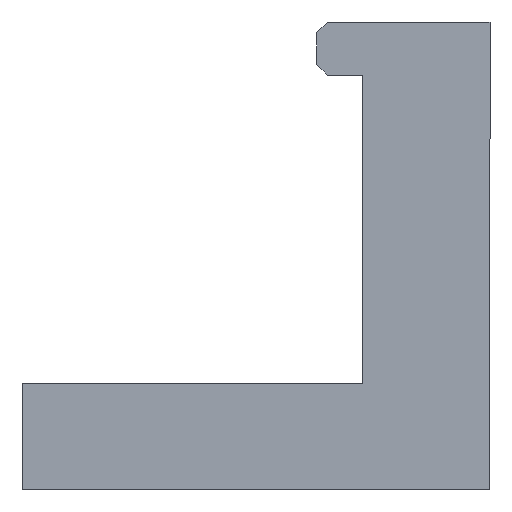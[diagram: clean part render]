
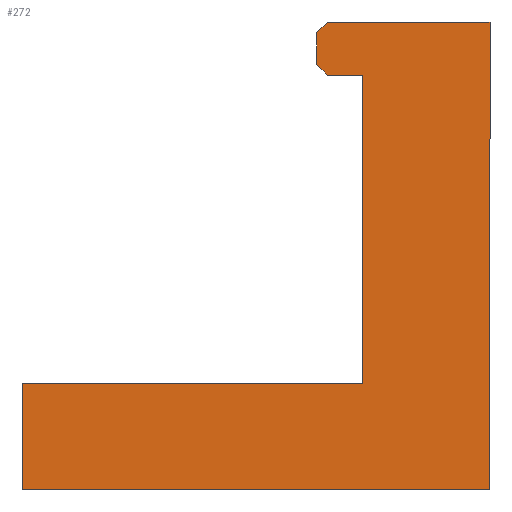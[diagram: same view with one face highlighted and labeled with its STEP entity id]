
A CAD part, front view. The second image highlights one B-rep face of the part: STEP entity #272.
In plain terms, the highlighted planar face has unit normal (0, -1, 0).
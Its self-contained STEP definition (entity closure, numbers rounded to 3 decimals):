
#1 = VERTEX_POINT ( 'NONE', #65 ) ;
#2 = PLANE ( 'NONE',  #442 ) ;
#6 = DIRECTION ( 'NONE',  ( 0., 0., 1. ) ) ;
#9 = DIRECTION ( 'NONE',  ( -1., 0., 0. ) ) ;
#12 = LINE ( 'NONE', #733, #355 ) ;
#25 = LINE ( 'NONE', #632, #471 ) ;
#33 = ORIENTED_EDGE ( 'NONE', *, *, #317, .F. ) ;
#54 = CARTESIAN_POINT ( 'NONE',  ( -22., -40., -22. ) ) ;
#62 = DIRECTION ( 'NONE',  ( -1., 0., 0. ) ) ;
#65 = CARTESIAN_POINT ( 'NONE',  ( -22., -40., -12. ) ) ;
#66 = EDGE_CURVE ( 'NONE', #284, #211, #325, .T. ) ;
#67 = LINE ( 'NONE', #54, #518 ) ;
#68 = ORIENTED_EDGE ( 'NONE', *, *, #625, .T. ) ;
#85 = CARTESIAN_POINT ( 'NONE',  ( 5.7, -40., 18. ) ) ;
#88 = CARTESIAN_POINT ( 'NONE',  ( 6.7, -40., 22. ) ) ;
#89 = VERTEX_POINT ( 'NONE', #563 ) ;
#93 = EDGE_CURVE ( 'NONE', #214, #1, #12, .T. ) ;
#116 = LINE ( 'NONE', #670, #297 ) ;
#121 = CARTESIAN_POINT ( 'NONE',  ( 5.7, -40., 22. ) ) ;
#124 = EDGE_CURVE ( 'NONE', #391, #1, #376, .T. ) ;
#129 = VECTOR ( 'NONE', #6, 1000. ) ;
#138 = VECTOR ( 'NONE', #591, 1000. ) ;
#140 = CARTESIAN_POINT ( 'NONE',  ( 22., -40., -22. ) ) ;
#156 = ORIENTED_EDGE ( 'NONE', *, *, #66, .F. ) ;
#167 = VECTOR ( 'NONE', #372, 1000. ) ;
#198 = LINE ( 'NONE', #85, #671 ) ;
#203 = EDGE_LOOP ( 'NONE', ( #624, #582, #68, #653, #642, #514, #33, #156, #249, #370 ) ) ;
#211 = VERTEX_POINT ( 'NONE', #585 ) ;
#214 = VERTEX_POINT ( 'NONE', #519 ) ;
#215 = CARTESIAN_POINT ( 'NONE',  ( 5.7, -40., 21. ) ) ;
#237 = VERTEX_POINT ( 'NONE', #215 ) ;
#238 = DIRECTION ( 'NONE',  ( 0., 0., -1. ) ) ;
#249 = ORIENTED_EDGE ( 'NONE', *, *, #489, .F. ) ;
#272 = ADVANCED_FACE ( 'NONE', ( #774 ), #2, .F. ) ;
#284 = VERTEX_POINT ( 'NONE', #656 ) ;
#289 = VERTEX_POINT ( 'NONE', #675 ) ;
#291 = EDGE_CURVE ( 'NONE', #397, #391, #116, .T. ) ;
#297 = VECTOR ( 'NONE', #238, 1000. ) ;
#317 = EDGE_CURVE ( 'NONE', #211, #214, #67, .T. ) ;
#325 = LINE ( 'NONE', #140, #767 ) ;
#355 = VECTOR ( 'NONE', #559, 1000. ) ;
#370 = ORIENTED_EDGE ( 'NONE', *, *, #672, .T. ) ;
#371 = VECTOR ( 'NONE', #9, 1000. ) ;
#372 = DIRECTION ( 'NONE',  ( 1., 0., 0. ) ) ;
#376 = LINE ( 'NONE', #620, #371 ) ;
#378 = LINE ( 'NONE', #526, #138 ) ;
#391 = VERTEX_POINT ( 'NONE', #505 ) ;
#397 = VERTEX_POINT ( 'NONE', #627 ) ;
#430 = LINE ( 'NONE', #658, #167 ) ;
#442 = AXIS2_PLACEMENT_3D ( 'NONE', #727, #606, #491 ) ;
#466 = EDGE_CURVE ( 'NONE', #289, #237, #666, .T. ) ;
#471 = VECTOR ( 'NONE', #693, 1000. ) ;
#489 = EDGE_CURVE ( 'NONE', #562, #284, #430, .T. ) ;
#491 = DIRECTION ( 'NONE',  ( 0., 0., 1. ) ) ;
#505 = CARTESIAN_POINT ( 'NONE',  ( 10., -40., -12. ) ) ;
#509 = DIRECTION ( 'NONE',  ( 0., 0., -1. ) ) ;
#514 = ORIENTED_EDGE ( 'NONE', *, *, #93, .F. ) ;
#518 = VECTOR ( 'NONE', #62, 1000. ) ;
#519 = CARTESIAN_POINT ( 'NONE',  ( -22., -40., -22. ) ) ;
#526 = CARTESIAN_POINT ( 'NONE',  ( 5.7, -40., 21. ) ) ;
#559 = DIRECTION ( 'NONE',  ( 0., 0., 1. ) ) ;
#562 = VERTEX_POINT ( 'NONE', #88 ) ;
#563 = CARTESIAN_POINT ( 'NONE',  ( 6.7, -40., 17. ) ) ;
#568 = EDGE_CURVE ( 'NONE', #289, #89, #198, .T. ) ;
#569 = DIRECTION ( 'NONE',  ( 0.707, 0., -0.707 ) ) ;
#582 = ORIENTED_EDGE ( 'NONE', *, *, #568, .T. ) ;
#585 = CARTESIAN_POINT ( 'NONE',  ( 22., -40., -22. ) ) ;
#591 = DIRECTION ( 'NONE',  ( -0.707, 0., -0.707 ) ) ;
#606 = DIRECTION ( 'NONE',  ( 0., 1., 0. ) ) ;
#620 = CARTESIAN_POINT ( 'NONE',  ( -22., -40., -12. ) ) ;
#624 = ORIENTED_EDGE ( 'NONE', *, *, #466, .F. ) ;
#625 = EDGE_CURVE ( 'NONE', #89, #397, #25, .T. ) ;
#627 = CARTESIAN_POINT ( 'NONE',  ( 10., -40., 17. ) ) ;
#632 = CARTESIAN_POINT ( 'NONE',  ( 5.7, -40., 17. ) ) ;
#642 = ORIENTED_EDGE ( 'NONE', *, *, #124, .T. ) ;
#653 = ORIENTED_EDGE ( 'NONE', *, *, #291, .T. ) ;
#656 = CARTESIAN_POINT ( 'NONE',  ( 22., -40., 22. ) ) ;
#658 = CARTESIAN_POINT ( 'NONE',  ( -22., -40., 22. ) ) ;
#666 = LINE ( 'NONE', #121, #129 ) ;
#670 = CARTESIAN_POINT ( 'NONE',  ( 10., -40., 22. ) ) ;
#671 = VECTOR ( 'NONE', #569, 1000. ) ;
#672 = EDGE_CURVE ( 'NONE', #562, #237, #378, .T. ) ;
#675 = CARTESIAN_POINT ( 'NONE',  ( 5.7, -40., 18. ) ) ;
#693 = DIRECTION ( 'NONE',  ( 1., 0., 0. ) ) ;
#727 = CARTESIAN_POINT ( 'NONE',  ( 0., -40., 0. ) ) ;
#733 = CARTESIAN_POINT ( 'NONE',  ( -22., -40., -22. ) ) ;
#767 = VECTOR ( 'NONE', #509, 1000. ) ;
#774 = FACE_OUTER_BOUND ( 'NONE', #203, .T. ) ;
